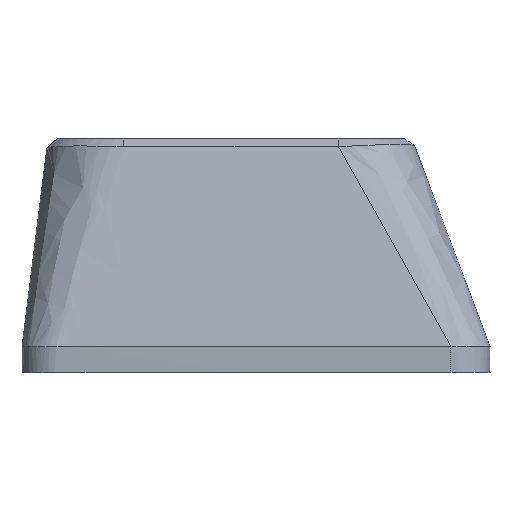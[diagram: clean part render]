
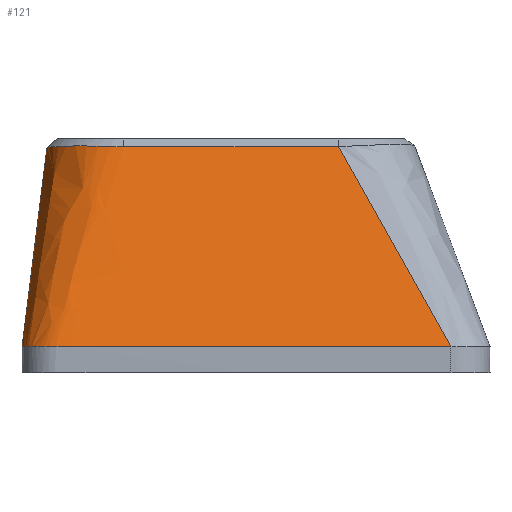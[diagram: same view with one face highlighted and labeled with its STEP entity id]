
A CAD part, left-side view. The second image highlights one B-rep face of the part: STEP entity #121.
In plain terms, the highlighted free-form (B-spline) face has degree [1, 2] with [2, 9] control points.
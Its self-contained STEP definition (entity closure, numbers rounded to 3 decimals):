
#121=ADVANCED_FACE('',(#214),#1423,.T.);
#214=FACE_OUTER_BOUND('',#313,.T.);
#313=EDGE_LOOP('',(#780,#781,#782,#783,#784,#785,#786));
#780=ORIENTED_EDGE('',*,*,#870,.F.);
#781=ORIENTED_EDGE('',*,*,#869,.T.);
#782=ORIENTED_EDGE('',*,*,#876,.T.);
#783=ORIENTED_EDGE('',*,*,#885,.T.);
#784=ORIENTED_EDGE('',*,*,#884,.T.);
#785=ORIENTED_EDGE('',*,*,#883,.T.);
#786=ORIENTED_EDGE('',*,*,#1025,.F.);
#869=EDGE_CURVE('',#1317,#1320,#1045,.T.);
#870=EDGE_CURVE('',#1317,#1417,#1046,.T.);
#876=EDGE_CURVE('',#1320,#1328,#1129,.T.);
#883=EDGE_CURVE('',#1326,#1325,#1136,.T.);
#884=EDGE_CURVE('',#1327,#1326,#1137,.T.);
#885=EDGE_CURVE('',#1328,#1327,#1138,.T.);
#1025=EDGE_CURVE('',#1417,#1325,#1061,.T.);
#1045=(
BOUNDED_CURVE()
B_SPLINE_CURVE(1,(#2445,#2446),.UNSPECIFIED.,.F.,.F.)
B_SPLINE_CURVE_WITH_KNOTS((2,2),(1.,10.038),.UNSPECIFIED.)
CURVE()
GEOMETRIC_REPRESENTATION_ITEM()
RATIONAL_B_SPLINE_CURVE((1.,1.))
REPRESENTATION_ITEM('')
);
#1046=(
BOUNDED_CURVE()
B_SPLINE_CURVE(2,(#2447,#2448,#2449,#2450,#2451,#2452,#2453,#2454,#2455),
 .UNSPECIFIED.,.F.,.F.)
B_SPLINE_CURVE_WITH_KNOTS((3,2,2,2,3),(-91.,-77.05,-72.667,
-49.883,-45.5),.UNSPECIFIED.)
CURVE()
GEOMETRIC_REPRESENTATION_ITEM()
RATIONAL_B_SPLINE_CURVE((1.,1.,1.,0.707,1.,1.,1.,0.707,
1.))
REPRESENTATION_ITEM('')
);
#1061=(
BOUNDED_CURVE()
B_SPLINE_CURVE(1,(#2948,#2949),.UNSPECIFIED.,.F.,.F.)
B_SPLINE_CURVE_WITH_KNOTS((2,2),(1.,10.038),.UNSPECIFIED.)
CURVE()
GEOMETRIC_REPRESENTATION_ITEM()
RATIONAL_B_SPLINE_CURVE((1.,1.))
REPRESENTATION_ITEM('')
);
#1129=B_SPLINE_CURVE_WITH_KNOTS('',3,(#2484,#2485,#2486,#2487),
 .UNSPECIFIED.,.F.,.F.,(4,4),(-0.17,8.095),
 .UNSPECIFIED.);
#1136=B_SPLINE_CURVE_WITH_KNOTS('',3,(#2513,#2514,#2515,#2516,#2517),
 .UNSPECIFIED.,.F.,.F.,(4,1,4),(29.893,31.886,33.884),
 .UNSPECIFIED.);
#1137=B_SPLINE_CURVE_WITH_KNOTS('',3,(#2518,#2519,#2520,#2521),
 .UNSPECIFIED.,.F.,.F.,(4,4),(12.086,29.893),
 .UNSPECIFIED.);
#1138=B_SPLINE_CURVE_WITH_KNOTS('',3,(#2522,#2523,#2524,#2525,#2526),
 .UNSPECIFIED.,.F.,.F.,(4,1,4),(8.095,10.092,12.086),
 .UNSPECIFIED.);
#1317=VERTEX_POINT('',#2070);
#1320=VERTEX_POINT('',#2073);
#1325=VERTEX_POINT('',#2078);
#1326=VERTEX_POINT('',#2079);
#1327=VERTEX_POINT('',#2080);
#1328=VERTEX_POINT('',#2081);
#1417=VERTEX_POINT('',#2170);
#1423=(
BOUNDED_SURFACE()
B_SPLINE_SURFACE(1,2,((#1929,#1930,#1931,#1932,#1933,#1934,#1935,#1936,
#1937),(#1938,#1939,#1940,#1941,#1942,#1943,#1944,#1945,#1946)),
 .UNSPECIFIED.,.F.,.F.,.F.)
B_SPLINE_SURFACE_WITH_KNOTS((2,2),(3,2,2,2,3),(1.,10.394),(-91.,
-77.05,-72.667,-49.883,-45.5),
 .UNSPECIFIED.)
GEOMETRIC_REPRESENTATION_ITEM()
RATIONAL_B_SPLINE_SURFACE(((1.,1.,1.,0.707,1.,1.,1.,0.707,
1.),(1.,1.,1.,0.707,1.,1.,1.,0.707,1.)))
REPRESENTATION_ITEM('')
SURFACE()
);
#1929=CARTESIAN_POINT('',(-71.,-45.5,6.));
#1930=CARTESIAN_POINT('',(-71.,-38.,6.));
#1931=CARTESIAN_POINT('',(-71.,-30.5,6.));
#1932=CARTESIAN_POINT('',(-71.,-29.,6.));
#1933=CARTESIAN_POINT('',(-69.5,-29.,6.));
#1934=CARTESIAN_POINT('',(-57.25,-29.,6.));
#1935=CARTESIAN_POINT('',(-45.,-29.,6.));
#1936=CARTESIAN_POINT('',(-43.5,-29.,6.));
#1937=CARTESIAN_POINT('',(-43.5,-30.5,6.));
#1938=CARTESIAN_POINT('',(-69.,-41.,14.));
#1939=CARTESIAN_POINT('',(-69.,-37.,14.));
#1940=CARTESIAN_POINT('',(-69.,-33.,14.));
#1941=CARTESIAN_POINT('',(-69.,-30.,14.));
#1942=CARTESIAN_POINT('',(-66.,-30.,14.));
#1943=CARTESIAN_POINT('',(-57.25,-30.,14.));
#1944=CARTESIAN_POINT('',(-48.5,-30.,14.));
#1945=CARTESIAN_POINT('',(-45.5,-30.,14.));
#1946=CARTESIAN_POINT('',(-45.5,-33.,14.));
#2070=CARTESIAN_POINT('',(-71.,-45.5,6.));
#2073=CARTESIAN_POINT('',(-69.076,-41.17,13.697));
#2078=CARTESIAN_POINT('',(-45.424,-32.905,13.697));
#2079=CARTESIAN_POINT('',(-48.347,-29.956,13.65));
#2080=CARTESIAN_POINT('',(-66.153,-29.956,13.65));
#2081=CARTESIAN_POINT('',(-69.076,-32.905,13.697));
#2170=CARTESIAN_POINT('',(-43.5,-30.5,6.));
#2445=CARTESIAN_POINT('',(-71.,-45.5,6.));
#2446=CARTESIAN_POINT('',(-69.076,-41.17,13.697));
#2447=CARTESIAN_POINT('',(-71.,-45.5,6.));
#2448=CARTESIAN_POINT('',(-71.,-38.,6.));
#2449=CARTESIAN_POINT('',(-71.,-30.5,6.));
#2450=CARTESIAN_POINT('',(-71.,-29.,6.));
#2451=CARTESIAN_POINT('',(-69.5,-29.,6.));
#2452=CARTESIAN_POINT('',(-57.25,-29.,6.));
#2453=CARTESIAN_POINT('',(-45.,-29.,6.));
#2454=CARTESIAN_POINT('',(-43.5,-29.,6.));
#2455=CARTESIAN_POINT('',(-43.5,-30.5,6.));
#2484=CARTESIAN_POINT('',(-69.076,-41.17,13.697));
#2485=CARTESIAN_POINT('',(-69.076,-38.415,13.697));
#2486=CARTESIAN_POINT('',(-69.076,-35.66,13.697));
#2487=CARTESIAN_POINT('',(-69.076,-32.905,13.697));
#2513=CARTESIAN_POINT('',(-48.347,-29.956,13.65));
#2514=CARTESIAN_POINT('',(-47.571,-29.959,13.696));
#2515=CARTESIAN_POINT('',(-46.071,-30.633,13.748));
#2516=CARTESIAN_POINT('',(-45.43,-32.135,13.727));
#2517=CARTESIAN_POINT('',(-45.424,-32.905,13.697));
#2518=CARTESIAN_POINT('',(-66.153,-29.956,13.65));
#2519=CARTESIAN_POINT('',(-60.218,-29.956,13.65));
#2520=CARTESIAN_POINT('',(-54.282,-29.956,13.65));
#2521=CARTESIAN_POINT('',(-48.347,-29.956,13.65));
#2522=CARTESIAN_POINT('',(-69.076,-32.905,13.697));
#2523=CARTESIAN_POINT('',(-69.07,-32.135,13.727));
#2524=CARTESIAN_POINT('',(-68.429,-30.633,13.748));
#2525=CARTESIAN_POINT('',(-66.929,-29.959,13.696));
#2526=CARTESIAN_POINT('',(-66.153,-29.956,13.65));
#2948=CARTESIAN_POINT('',(-43.5,-30.5,6.));
#2949=CARTESIAN_POINT('',(-45.424,-32.905,13.697));
